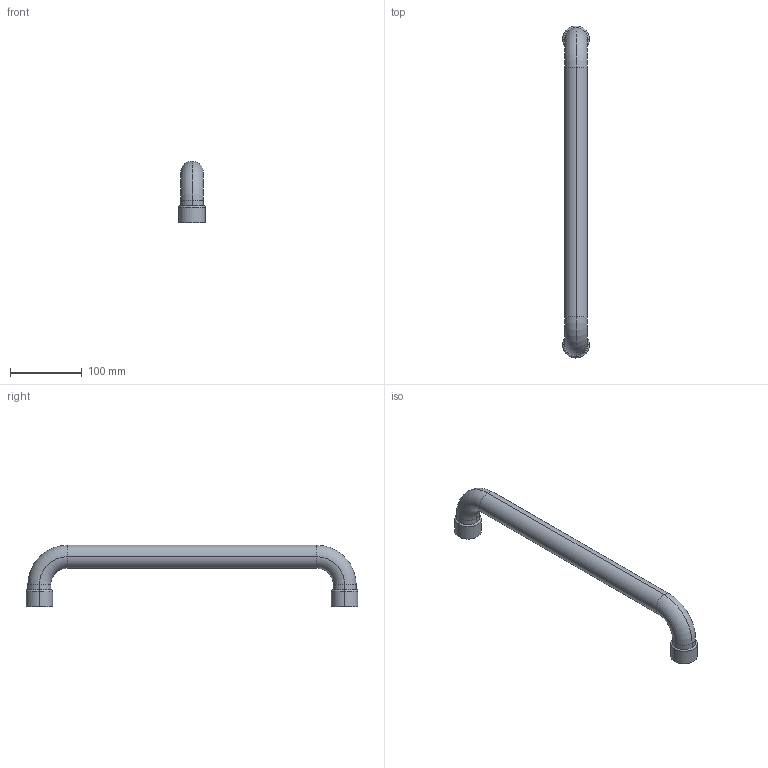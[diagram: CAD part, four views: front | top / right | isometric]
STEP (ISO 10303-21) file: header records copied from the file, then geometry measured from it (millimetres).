
FILE_DESCRIPTION (( 'STEP AP203' ), '1' );
FILE_NAME ('sone3D.STEP', '2014-05-02T02:11:20', ( '' ), ( '' ), 'SwSTEP 2.0', 'SolidWorks 2012', '' );
FILE_SCHEMA (( 'CONFIG_CONTROL_DESIGN' ));
Length unit declared in the file: millimetre
Products named in the file (4): AP-44スペーサー_; sone3D; AP-44本体_; AP-44取付台座__A
Assembly tree (5 placements, depth 2):
  sone3D
    AP-44本体_
    AP-44取付台座__A  x2
    AP-44スペーサー_  x2
Bounding box: 37 x 462 x 85.5 mm (x, y, z)
Volume: 436227.1 mm3; surface area: 66456.2 mm2
Topology: 5 solids, 5 shells, 70 faces, 144 edges, 86 vertices
Faces by surface type: cylinder 40, plane 14, torus 12, cone 4
Entity records: 1878 total; most frequent: DIRECTION 300, CARTESIAN_POINT 231, ORIENTED_EDGE 212, AXIS2_PLACEMENT_3D 133, EDGE_CURVE 106, CIRCLE 72, VERTEX_POINT 64, EDGE_LOOP 62
